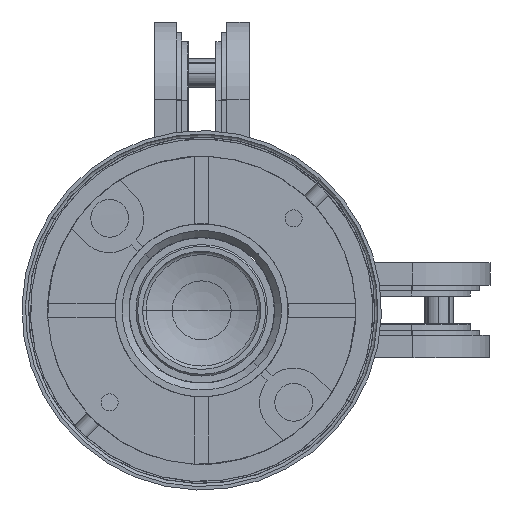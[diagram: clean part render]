
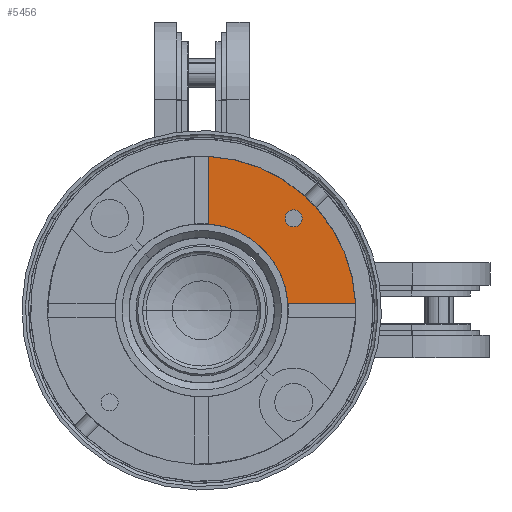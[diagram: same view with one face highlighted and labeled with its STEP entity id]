
A CAD part, front view. The second image highlights one B-rep face of the part: STEP entity #5456.
In plain terms, the highlighted planar face has unit normal (0, -1, 0).
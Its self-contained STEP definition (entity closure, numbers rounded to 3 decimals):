
#176 = ORIENTED_EDGE ( 'NONE', *, *, #12036, .T. ) ;
#850 = AXIS2_PLACEMENT_3D ( 'NONE', #7052, #21137, #5172 ) ;
#991 = VERTEX_POINT ( 'NONE', #11650 ) ;
#1023 = DIRECTION ( 'NONE',  ( 1., 0., 0. ) ) ;
#1219 = CARTESIAN_POINT ( 'NONE',  ( -33.203, 4., -30.374 ) ) ;
#1259 = VERTEX_POINT ( 'NONE', #1219 ) ;
#1565 = CIRCLE ( 'NONE', #4188, 2.5 ) ;
#1667 = ORIENTED_EDGE ( 'NONE', *, *, #3338, .F. ) ;
#2085 = VERTEX_POINT ( 'NONE', #15470 ) ;
#2253 = DIRECTION ( 'NONE',  ( 0., 1., 0. ) ) ;
#2265 = FACE_BOUND ( 'NONE', #16173, .T. ) ;
#2441 = EDGE_CURVE ( 'NONE', #991, #18129, #8628, .T. ) ;
#2985 = CIRCLE ( 'NONE', #13439, 25.3 ) ;
#3338 = EDGE_CURVE ( 'NONE', #18129, #2085, #2985, .T. ) ;
#3531 = CARTESIAN_POINT ( 'NONE',  ( -38., 4., 2.5 ) ) ;
#3703 = DIRECTION ( 'NONE',  ( 0.707, 0., -0.707 ) ) ;
#4188 = AXIS2_PLACEMENT_3D ( 'NONE', #20184, #2253, #9398 ) ;
#4282 = DIRECTION ( 'NONE',  ( -0.707, 0., -0.707 ) ) ;
#5172 = DIRECTION ( 'NONE',  ( 1., 0., 0. ) ) ;
#5404 = VERTEX_POINT ( 'NONE', #18553 ) ;
#5456 = ADVANCED_FACE ( 'NONE', ( #2265, #16907 ), #20076, .F. ) ;
#5779 = DIRECTION ( 'NONE',  ( 0., 1., 0. ) ) ;
#5798 = CARTESIAN_POINT ( 'NONE',  ( -19.248, 4., -16.42 ) ) ;
#6255 = VECTOR ( 'NONE', #3703, 1000. ) ;
#7052 = CARTESIAN_POINT ( 'NONE',  ( 0., 4., 0. ) ) ;
#8286 = DIRECTION ( 'NONE',  ( 0., -1., 0. ) ) ;
#8628 = LINE ( 'NONE', #23052, #6255 ) ;
#9398 = DIRECTION ( 'NONE',  ( 0., 0., 1. ) ) ;
#9488 = DIRECTION ( 'NONE',  ( 0., 1., 0. ) ) ;
#11424 = LINE ( 'NONE', #5798, #20300 ) ;
#11650 = CARTESIAN_POINT ( 'NONE',  ( -33.203, 4., 30.374 ) ) ;
#12036 = EDGE_CURVE ( 'NONE', #5404, #23078, #15762, .T. ) ;
#12563 = EDGE_LOOP ( 'NONE', ( #15269, #1667, #19295, #16473 ) ) ;
#12824 = CIRCLE ( 'NONE', #850, 45. ) ;
#13439 = AXIS2_PLACEMENT_3D ( 'NONE', #19180, #8286, #1023 ) ;
#13797 = CARTESIAN_POINT ( 'NONE',  ( -19.248, 4., 16.42 ) ) ;
#14508 = ORIENTED_EDGE ( 'NONE', *, *, #15933, .T. ) ;
#15013 = DIRECTION ( 'NONE',  ( 0., 0., 1. ) ) ;
#15176 = CARTESIAN_POINT ( 'NONE',  ( 0., 4., 0. ) ) ;
#15269 = ORIENTED_EDGE ( 'NONE', *, *, #16713, .F. ) ;
#15470 = CARTESIAN_POINT ( 'NONE',  ( -19.248, 4., -16.42 ) ) ;
#15762 = CIRCLE ( 'NONE', #18740, 2.5 ) ;
#15933 = EDGE_CURVE ( 'NONE', #23078, #5404, #1565, .T. ) ;
#16173 = EDGE_LOOP ( 'NONE', ( #14508, #176 ) ) ;
#16473 = ORIENTED_EDGE ( 'NONE', *, *, #21445, .F. ) ;
#16713 = EDGE_CURVE ( 'NONE', #2085, #1259, #11424, .T. ) ;
#16907 = FACE_OUTER_BOUND ( 'NONE', #12563, .T. ) ;
#17213 = AXIS2_PLACEMENT_3D ( 'NONE', #15176, #5779, #20191 ) ;
#18129 = VERTEX_POINT ( 'NONE', #13797 ) ;
#18553 = CARTESIAN_POINT ( 'NONE',  ( -38., 4., -2.5 ) ) ;
#18740 = AXIS2_PLACEMENT_3D ( 'NONE', #22143, #9488, #15013 ) ;
#19180 = CARTESIAN_POINT ( 'NONE',  ( 0., 4., 0. ) ) ;
#19295 = ORIENTED_EDGE ( 'NONE', *, *, #2441, .F. ) ;
#20076 = PLANE ( 'NONE',  #17213 ) ;
#20184 = CARTESIAN_POINT ( 'NONE',  ( -38., 4., 0. ) ) ;
#20191 = DIRECTION ( 'NONE',  ( 0., 0., 1. ) ) ;
#20300 = VECTOR ( 'NONE', #4282, 1000. ) ;
#21137 = DIRECTION ( 'NONE',  ( 0., 1., 0. ) ) ;
#21445 = EDGE_CURVE ( 'NONE', #1259, #991, #12824, .T. ) ;
#22143 = CARTESIAN_POINT ( 'NONE',  ( -38., 4., 0. ) ) ;
#23052 = CARTESIAN_POINT ( 'NONE',  ( -33.203, 4., 30.374 ) ) ;
#23078 = VERTEX_POINT ( 'NONE', #3531 ) ;
